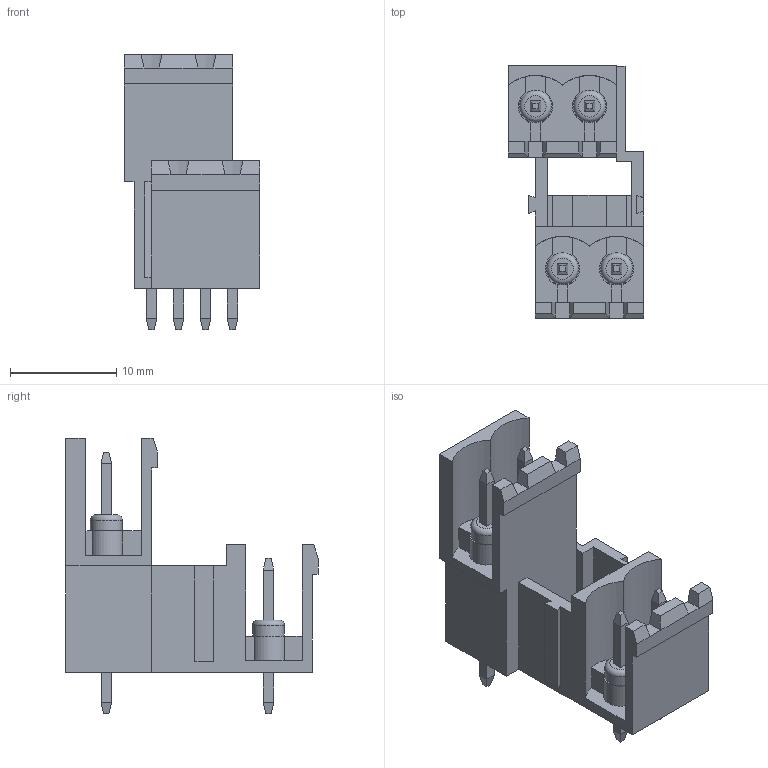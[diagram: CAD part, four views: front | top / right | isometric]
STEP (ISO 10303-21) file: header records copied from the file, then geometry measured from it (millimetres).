
FILE_DESCRIPTION( ( 'Unknown' ), '1' );
FILE_NAME( '691338500004.stp', 'Unknown', ( 'Unknown' ), ( 'Unknown' ), 'PSStep 15.0.49', 'Unknown', ' ' );
FILE_SCHEMA( ( 'AUTOMOTIVE_DESIGN { 1 0 10303 214 1 1 1 1 }' ) );
Length unit declared in the file: millimetre
Products named in the file (4): Assem1; 691336500004; 6913385000xx_PIN Longue; 6913385000xx_PIN Courte
Assembly tree (5 placements, depth 2):
  Assem1
    691336500004
    6913385000xx_PIN Longue  x2
    6913385000xx_PIN Courte  x2
Bounding box: 12.7 x 23.7 x 25.9 mm (x, y, z)
Volume: 1691.7 mm3; surface area: 3121.1 mm2
Topology: 5 solids, 5 shells, 240 faces, 661 edges, 427 vertices
Faces by surface type: plane 220, cylinder 16, torus 4
Full cylindrical faces by diameter (mm): 2.997 x2, 3 x2
Entity records: 8507 total; most frequent: CARTESIAN_POINT 1202, ORIENTED_EDGE 1186, DIRECTION 1073, EDGE_CURVE 593, LINE 549, VECTOR 549, VERTEX_POINT 391, AXIS2_PLACEMENT_3D 262
